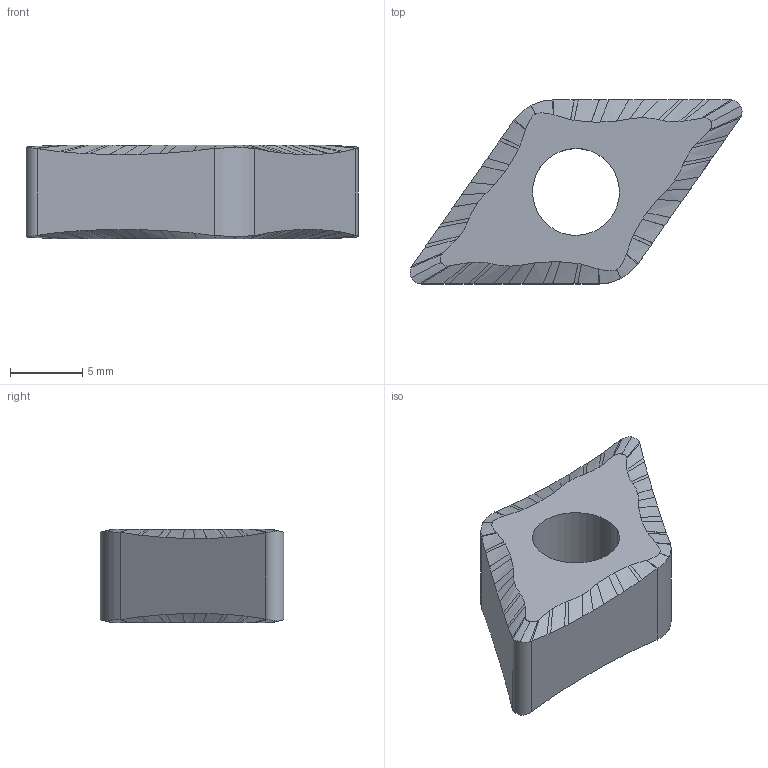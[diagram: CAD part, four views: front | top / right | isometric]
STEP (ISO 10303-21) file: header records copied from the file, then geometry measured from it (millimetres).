
FILE_DESCRIPTION(/* description */ ('Alibre Inc.'),/* implementation_level */ '2;1');
FILE_NAME(/* name */ 'export-4B217A49-1DCF-486A-8527-066BAEC521FC',/* time_stamp */ '2025-03-29T22:15:49+08:00',/* author */ (''),/* organization */ (''),/* preprocessor_version */ 'ST-DEVELOPER v17',/* originating_system */ 'Alibre',/* authorisation */ '');
FILE_SCHEMA (('CONFIG_CONTROL_DESIGN'));
Length unit declared in the file: millimetre
Products named in the file (1): 61049195_0  DNMG 150608-PP
Bounding box: 22.92 x 12.7 x 6.46 mm (x, y, z)
Volume: 1041.9 mm3; surface area: 791.7 mm2
Topology: 1 solids, 1 shells, 184 faces, 530 edges, 348 vertices
Faces by surface type: bspline 172, cylinder 6, plane 6
Entity records: 8648 total; most frequent: CARTESIAN_POINT 5285, ORIENTED_EDGE 1060, EDGE_CURVE 530, B_SPLINE_CURVE_WITH_KNOTS 516, VERTEX_POINT 348, EDGE_LOOP 186, FACE_BOUND 186, ADVANCED_FACE 184
